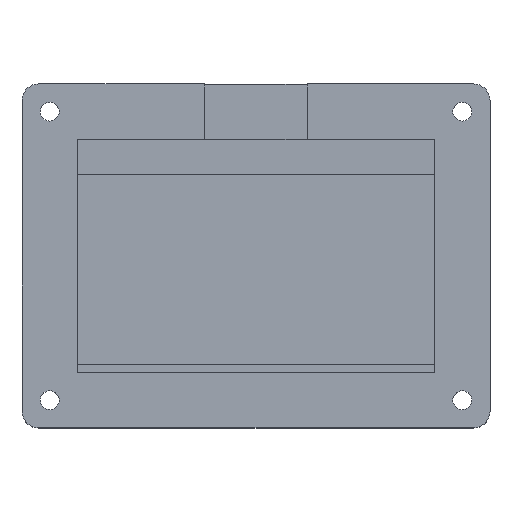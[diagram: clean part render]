
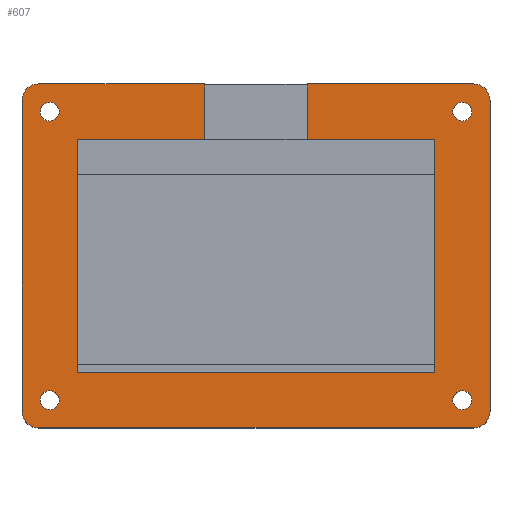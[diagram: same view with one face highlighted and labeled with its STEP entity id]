
A CAD part, top view. The second image highlights one B-rep face of the part: STEP entity #607.
In plain terms, the highlighted planar face has unit normal (0, 0, 1).
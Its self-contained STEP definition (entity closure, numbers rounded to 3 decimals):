
#21=FACE_BOUND('',#96,.T.);
#22=FACE_BOUND('',#97,.T.);
#23=FACE_BOUND('',#98,.T.);
#24=FACE_BOUND('',#99,.T.);
#34=PLANE('',#661);
#59=FACE_OUTER_BOUND('',#95,.T.);
#95=EDGE_LOOP('',(#433,#434,#435,#436,#437,#438,#439,#440,#441,#442,#443,
#444,#445,#446,#447,#448));
#96=EDGE_LOOP('',(#449));
#97=EDGE_LOOP('',(#450));
#98=EDGE_LOOP('',(#451));
#99=EDGE_LOOP('',(#452));
#143=LINE('',#917,#203);
#146=LINE('',#923,#206);
#147=LINE('',#925,#207);
#148=LINE('',#927,#208);
#149=LINE('',#929,#209);
#150=LINE('',#931,#210);
#151=LINE('',#933,#211);
#152=LINE('',#935,#212);
#153=LINE('',#937,#213);
#154=LINE('',#939,#214);
#155=LINE('',#943,#215);
#156=LINE('',#947,#216);
#203=VECTOR('',#732,10.);
#206=VECTOR('',#737,10.);
#207=VECTOR('',#738,10.);
#208=VECTOR('',#739,10.);
#209=VECTOR('',#740,10.);
#210=VECTOR('',#741,10.);
#211=VECTOR('',#742,10.);
#212=VECTOR('',#743,10.);
#213=VECTOR('',#744,10.);
#214=VECTOR('',#745,10.);
#215=VECTOR('',#748,10.);
#216=VECTOR('',#751,10.);
#261=CIRCLE('',#658,3.);
#263=CIRCLE('',#662,3.);
#264=CIRCLE('',#663,3.);
#265=CIRCLE('',#664,3.);
#266=CIRCLE('',#665,1.7);
#267=CIRCLE('',#666,1.7);
#268=CIRCLE('',#667,1.7);
#269=CIRCLE('',#668,1.7);
#285=VERTEX_POINT('',#907);
#286=VERTEX_POINT('',#908);
#289=VERTEX_POINT('',#916);
#291=VERTEX_POINT('',#922);
#292=VERTEX_POINT('',#924);
#293=VERTEX_POINT('',#926);
#294=VERTEX_POINT('',#928);
#295=VERTEX_POINT('',#930);
#296=VERTEX_POINT('',#932);
#297=VERTEX_POINT('',#934);
#298=VERTEX_POINT('',#936);
#299=VERTEX_POINT('',#938);
#300=VERTEX_POINT('',#940);
#301=VERTEX_POINT('',#942);
#302=VERTEX_POINT('',#944);
#303=VERTEX_POINT('',#946);
#304=VERTEX_POINT('',#949);
#305=VERTEX_POINT('',#951);
#306=VERTEX_POINT('',#953);
#307=VERTEX_POINT('',#955);
#341=EDGE_CURVE('',#285,#286,#261,.T.);
#345=EDGE_CURVE('',#289,#286,#143,.T.);
#348=EDGE_CURVE('',#285,#291,#146,.T.);
#349=EDGE_CURVE('',#291,#292,#147,.T.);
#350=EDGE_CURVE('',#292,#293,#148,.T.);
#351=EDGE_CURVE('',#293,#294,#149,.T.);
#352=EDGE_CURVE('',#294,#295,#150,.T.);
#353=EDGE_CURVE('',#295,#296,#151,.T.);
#354=EDGE_CURVE('',#296,#297,#152,.T.);
#355=EDGE_CURVE('',#297,#298,#153,.T.);
#356=EDGE_CURVE('',#298,#299,#154,.T.);
#357=EDGE_CURVE('',#300,#299,#263,.T.);
#358=EDGE_CURVE('',#300,#301,#155,.T.);
#359=EDGE_CURVE('',#302,#301,#264,.T.);
#360=EDGE_CURVE('',#302,#303,#156,.T.);
#361=EDGE_CURVE('',#289,#303,#265,.T.);
#362=EDGE_CURVE('',#304,#304,#266,.T.);
#363=EDGE_CURVE('',#305,#305,#267,.T.);
#364=EDGE_CURVE('',#306,#306,#268,.T.);
#365=EDGE_CURVE('',#307,#307,#269,.T.);
#433=ORIENTED_EDGE('',*,*,#341,.F.);
#434=ORIENTED_EDGE('',*,*,#348,.T.);
#435=ORIENTED_EDGE('',*,*,#349,.T.);
#436=ORIENTED_EDGE('',*,*,#350,.T.);
#437=ORIENTED_EDGE('',*,*,#351,.T.);
#438=ORIENTED_EDGE('',*,*,#352,.T.);
#439=ORIENTED_EDGE('',*,*,#353,.T.);
#440=ORIENTED_EDGE('',*,*,#354,.T.);
#441=ORIENTED_EDGE('',*,*,#355,.T.);
#442=ORIENTED_EDGE('',*,*,#356,.T.);
#443=ORIENTED_EDGE('',*,*,#357,.F.);
#444=ORIENTED_EDGE('',*,*,#358,.T.);
#445=ORIENTED_EDGE('',*,*,#359,.F.);
#446=ORIENTED_EDGE('',*,*,#360,.T.);
#447=ORIENTED_EDGE('',*,*,#361,.F.);
#448=ORIENTED_EDGE('',*,*,#345,.T.);
#449=ORIENTED_EDGE('',*,*,#362,.T.);
#450=ORIENTED_EDGE('',*,*,#363,.T.);
#451=ORIENTED_EDGE('',*,*,#364,.T.);
#452=ORIENTED_EDGE('',*,*,#365,.T.);
#607=ADVANCED_FACE('',(#59,#21,#22,#23,#24),#34,.T.);
#658=AXIS2_PLACEMENT_3D('',#909,#724,#725);
#661=AXIS2_PLACEMENT_3D('',#921,#735,#736);
#662=AXIS2_PLACEMENT_3D('',#941,#746,#747);
#663=AXIS2_PLACEMENT_3D('',#945,#749,#750);
#664=AXIS2_PLACEMENT_3D('',#948,#752,#753);
#665=AXIS2_PLACEMENT_3D('',#950,#754,#755);
#666=AXIS2_PLACEMENT_3D('',#952,#756,#757);
#667=AXIS2_PLACEMENT_3D('',#954,#758,#759);
#668=AXIS2_PLACEMENT_3D('',#956,#760,#761);
#724=DIRECTION('center_axis',(0.,0.,-1.));
#725=DIRECTION('ref_axis',(0.707,0.707,0.));
#732=DIRECTION('',(0.,1.,0.));
#735=DIRECTION('center_axis',(0.,0.,1.));
#736=DIRECTION('ref_axis',(1.,0.,0.));
#737=DIRECTION('',(-1.,0.,0.));
#738=DIRECTION('',(0.,-1.,0.));
#739=DIRECTION('',(1.,0.,0.));
#740=DIRECTION('',(0.,-1.,0.));
#741=DIRECTION('',(-1.,0.,0.));
#742=DIRECTION('',(0.,1.,0.));
#743=DIRECTION('',(1.,0.,0.));
#744=DIRECTION('',(0.,1.,0.));
#745=DIRECTION('',(-1.,0.,0.));
#746=DIRECTION('center_axis',(0.,0.,-1.));
#747=DIRECTION('ref_axis',(-0.707,0.707,0.));
#748=DIRECTION('',(0.,-1.,0.));
#749=DIRECTION('center_axis',(0.,0.,-1.));
#750=DIRECTION('ref_axis',(-0.707,-0.707,0.));
#751=DIRECTION('',(1.,0.,0.));
#752=DIRECTION('center_axis',(0.,0.,-1.));
#753=DIRECTION('ref_axis',(0.707,-0.707,0.));
#754=DIRECTION('center_axis',(0.,0.,-1.));
#755=DIRECTION('ref_axis',(1.,0.,0.));
#756=DIRECTION('center_axis',(0.,0.,-1.));
#757=DIRECTION('ref_axis',(1.,0.,0.));
#758=DIRECTION('center_axis',(0.,0.,-1.));
#759=DIRECTION('ref_axis',(1.,0.,0.));
#760=DIRECTION('center_axis',(0.,0.,-1.));
#761=DIRECTION('ref_axis',(1.,0.,0.));
#907=CARTESIAN_POINT('',(54.484,29.282,13.));
#908=CARTESIAN_POINT('',(57.484,26.282,13.));
#909=CARTESIAN_POINT('Origin',(54.484,26.282,13.));
#916=CARTESIAN_POINT('',(57.484,-29.748,13.));
#917=CARTESIAN_POINT('',(57.484,29.282,13.));
#921=CARTESIAN_POINT('Origin',(-21.926,-27.748,13.));
#922=CARTESIAN_POINT('',(24.499,29.282,13.));
#923=CARTESIAN_POINT('',(-26.926,29.282,13.));
#924=CARTESIAN_POINT('',(24.499,19.282,13.));
#925=CARTESIAN_POINT('',(24.499,0.767,13.));
#926=CARTESIAN_POINT('',(47.484,19.282,13.));
#927=CARTESIAN_POINT('',(-16.926,19.282,13.));
#928=CARTESIAN_POINT('',(47.484,-22.748,13.));
#929=CARTESIAN_POINT('',(47.484,19.282,13.));
#930=CARTESIAN_POINT('',(-16.926,-22.748,13.));
#931=CARTESIAN_POINT('',(47.484,-22.748,13.));
#932=CARTESIAN_POINT('',(-16.926,19.282,13.));
#933=CARTESIAN_POINT('',(-16.926,-22.748,13.));
#934=CARTESIAN_POINT('',(5.999,19.282,13.));
#935=CARTESIAN_POINT('',(-16.926,19.282,13.));
#936=CARTESIAN_POINT('',(5.999,29.282,13.));
#937=CARTESIAN_POINT('',(5.999,-4.233,13.));
#938=CARTESIAN_POINT('',(-23.926,29.282,13.));
#939=CARTESIAN_POINT('',(-26.926,29.282,13.));
#940=CARTESIAN_POINT('',(-26.926,26.282,13.));
#941=CARTESIAN_POINT('Origin',(-23.926,26.282,13.));
#942=CARTESIAN_POINT('',(-26.926,-29.748,13.));
#943=CARTESIAN_POINT('',(-26.926,-32.748,13.));
#944=CARTESIAN_POINT('',(-23.926,-32.748,13.));
#945=CARTESIAN_POINT('Origin',(-23.926,-29.748,13.));
#946=CARTESIAN_POINT('',(54.484,-32.748,13.));
#947=CARTESIAN_POINT('',(57.484,-32.748,13.));
#948=CARTESIAN_POINT('Origin',(54.484,-29.748,13.));
#949=CARTESIAN_POINT('',(-23.626,-27.748,13.));
#950=CARTESIAN_POINT('Origin',(-21.926,-27.748,13.));
#951=CARTESIAN_POINT('',(50.784,24.282,13.));
#952=CARTESIAN_POINT('Origin',(52.484,24.282,13.));
#953=CARTESIAN_POINT('',(50.784,-27.748,13.));
#954=CARTESIAN_POINT('Origin',(52.484,-27.748,13.));
#955=CARTESIAN_POINT('',(-23.626,24.282,13.));
#956=CARTESIAN_POINT('Origin',(-21.926,24.282,13.));
